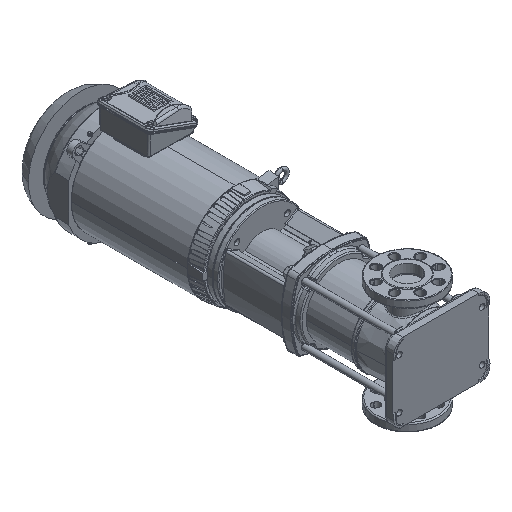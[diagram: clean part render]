
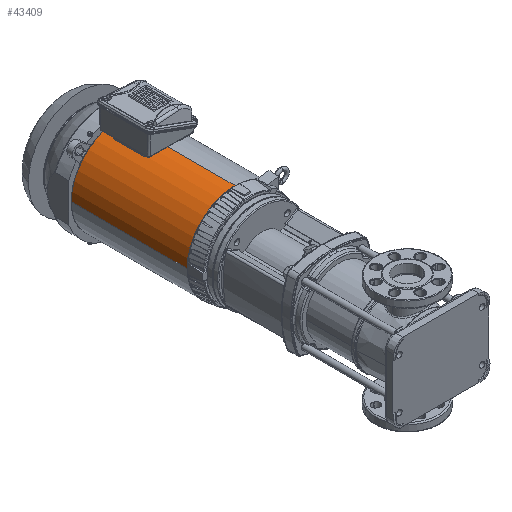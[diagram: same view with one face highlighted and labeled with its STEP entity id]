
A CAD part, isometric view. The second image highlights one B-rep face of the part: STEP entity #43409.
In plain terms, the highlighted cylindrical face has radius 124.3 mm (diameter 248.6 mm), a partial arc.
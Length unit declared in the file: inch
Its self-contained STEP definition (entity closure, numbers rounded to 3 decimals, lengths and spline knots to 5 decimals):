
#158 = FACE_OUTER_BOUND ( 'NONE', #61464, .T. ) ;
#6940 = DIRECTION ( 'NONE',  ( 0., -1., 0. ) ) ;
#12767 = DIRECTION ( 'NONE',  ( 0., 0., 1. ) ) ;
#14426 = DIRECTION ( 'NONE',  ( -1., 0., 0. ) ) ;
#16619 = CARTESIAN_POINT ( 'NONE',  ( 6.11655, -0.19649, 4.8937 ) ) ;
#19244 = VERTEX_POINT ( 'NONE', #16619 ) ;
#19546 = CARTESIAN_POINT ( 'NONE',  ( 6.11655, -0.19649, 0. ) ) ;
#25186 = VERTEX_POINT ( 'NONE', #64229 ) ;
#26178 = CARTESIAN_POINT ( 'NONE',  ( 38.54453, -0.19649, 0. ) ) ;
#26701 = AXIS2_PLACEMENT_3D ( 'NONE', #26178, #14426, #12767 ) ;
#29614 = CIRCLE ( 'NONE', #115479, 4.8937 ) ;
#32736 = EDGE_CURVE ( 'NONE', #77599, #19244, #104316, .T. ) ;
#36059 = CARTESIAN_POINT ( 'NONE',  ( 38.54453, -5.09019, 0.00085 ) ) ;
#37980 = CYLINDRICAL_SURFACE ( 'NONE', #26701, 4.8937 ) ;
#43409 = ADVANCED_FACE ( 'NONE', ( #158 ), #37980, .T. ) ;
#45560 = DIRECTION ( 'NONE',  ( -1., 0., 0. ) ) ;
#47754 = ORIENTED_EDGE ( 'NONE', *, *, #56263, .F. ) ;
#56263 = EDGE_CURVE ( 'NONE', #90061, #25186, #29614, .T. ) ;
#58375 = CARTESIAN_POINT ( 'NONE',  ( 38.54453, -0.19649, 4.8937 ) ) ;
#61464 = EDGE_LOOP ( 'NONE', ( #148368, #62883, #47754, #83946 ) ) ;
#62883 = ORIENTED_EDGE ( 'NONE', *, *, #107809, .T. ) ;
#64229 = CARTESIAN_POINT ( 'NONE',  ( -5.69447, -0.19649, 4.8937 ) ) ;
#70806 = EDGE_CURVE ( 'NONE', #77599, #90061, #163706, .T. ) ;
#73947 = CARTESIAN_POINT ( 'NONE',  ( -5.69447, -0.19649, 0. ) ) ;
#77599 = VERTEX_POINT ( 'NONE', #152240 ) ;
#83946 = ORIENTED_EDGE ( 'NONE', *, *, #70806, .F. ) ;
#84015 = DIRECTION ( 'NONE',  ( -1., 0., 0. ) ) ;
#84946 = CARTESIAN_POINT ( 'NONE',  ( -5.69447, -5.09019, 0.00085 ) ) ;
#90061 = VERTEX_POINT ( 'NONE', #84946 ) ;
#98936 = AXIS2_PLACEMENT_3D ( 'NONE', #19546, #45560, #6940 ) ;
#104316 = CIRCLE ( 'NONE', #98936, 4.8937 ) ;
#107809 = EDGE_CURVE ( 'NONE', #19244, #25186, #147418, .T. ) ;
#109593 = DIRECTION ( 'NONE',  ( -1., 0., 0. ) ) ;
#115479 = AXIS2_PLACEMENT_3D ( 'NONE', #73947, #84015, #125223 ) ;
#122275 = VECTOR ( 'NONE', #109593, 39.37008 ) ;
#125223 = DIRECTION ( 'NONE',  ( 0., -1., 0. ) ) ;
#128411 = VECTOR ( 'NONE', #138541, 39.37008 ) ;
#138541 = DIRECTION ( 'NONE',  ( -1., 0., 0. ) ) ;
#147418 = LINE ( 'NONE', #58375, #122275 ) ;
#148368 = ORIENTED_EDGE ( 'NONE', *, *, #32736, .T. ) ;
#152240 = CARTESIAN_POINT ( 'NONE',  ( 6.11655, -5.09019, 0.00085 ) ) ;
#163706 = LINE ( 'NONE', #36059, #128411 ) ;
